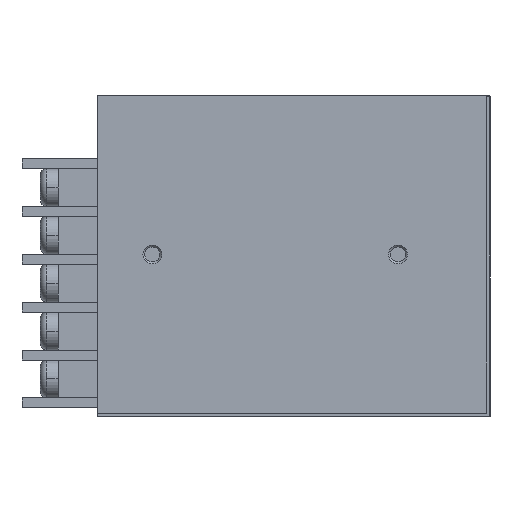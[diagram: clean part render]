
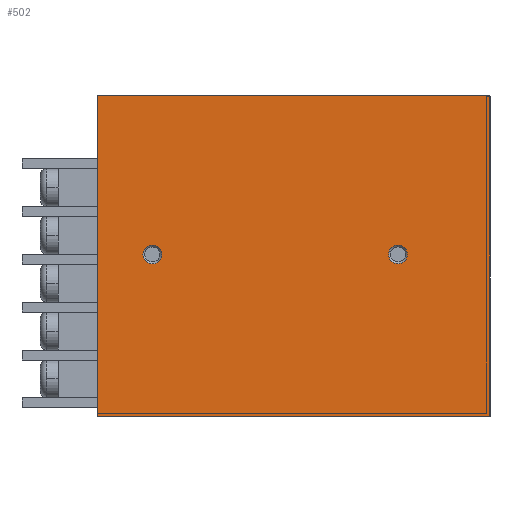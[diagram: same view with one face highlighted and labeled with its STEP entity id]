
A CAD part, front view. The second image highlights one B-rep face of the part: STEP entity #502.
In plain terms, the highlighted planar face has unit normal (0, -1, 0).
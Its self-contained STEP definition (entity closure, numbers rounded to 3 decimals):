
#502=ADVANCED_FACE('',(#1014,#1015,#1016),#1017,.F.);
#1014=FACE_BOUND('',#1538,.T.);
#1015=FACE_BOUND('',#1539,.T.);
#1016=FACE_OUTER_BOUND('',#1540,.T.);
#1017=PLANE('',#1541);
#1538=EDGE_LOOP('',(#3015,#3016));
#1539=EDGE_LOOP('',(#3017,#3018));
#1540=EDGE_LOOP('',(#3019,#3020,#3021,#3022));
#1541=AXIS2_PLACEMENT_3D('',#3023,#3024,#3025);
#3015=ORIENTED_EDGE('',*,*,#3214,.T.);
#3016=ORIENTED_EDGE('',*,*,#3682,.T.);
#3017=ORIENTED_EDGE('',*,*,#3218,.T.);
#3018=ORIENTED_EDGE('',*,*,#3679,.T.);
#3019=ORIENTED_EDGE('',*,*,#3706,.T.);
#3020=ORIENTED_EDGE('',*,*,#3707,.F.);
#3021=ORIENTED_EDGE('',*,*,#3708,.F.);
#3022=ORIENTED_EDGE('',*,*,#3709,.F.);
#3023=CARTESIAN_POINT('',(31.25,0.0,25.5));
#3024=DIRECTION('',(0.0,1.0,0.0));
#3025=DIRECTION('',(0.0,0.0,1.0));
#3214=EDGE_CURVE('',#3868,#3870,#3872,.T.);
#3218=EDGE_CURVE('',#3874,#3876,#3878,.T.);
#3679=EDGE_CURVE('',#3876,#3874,#4558,.T.);
#3682=EDGE_CURVE('',#3870,#3868,#4561,.T.);
#3706=EDGE_CURVE('',#4589,#4590,#4591,.T.);
#3707=EDGE_CURVE('',#4592,#4590,#4593,.T.);
#3708=EDGE_CURVE('',#4594,#4592,#4595,.T.);
#3709=EDGE_CURVE('',#4589,#4594,#4596,.T.);
#3868=VERTEX_POINT('',#4814);
#3870=VERTEX_POINT('',#4817);
#3872=CIRCLE('',#4820,1.5);
#3874=VERTEX_POINT('',#4822);
#3876=VERTEX_POINT('',#4825);
#3878=CIRCLE('',#4828,1.5);
#4558=CIRCLE('',#5782,1.5);
#4561=CIRCLE('',#5785,1.5);
#4589=VERTEX_POINT('',#5817);
#4590=VERTEX_POINT('',#5818);
#4591=LINE('',#5819,#5820);
#4592=VERTEX_POINT('',#5821);
#4593=LINE('',#5822,#5823);
#4594=VERTEX_POINT('',#5824);
#4595=LINE('',#5825,#5826);
#4596=LINE('',#5827,#5828);
#4814=CARTESIAN_POINT('',(7.25,0.,25.75));
#4817=CARTESIAN_POINT('',(10.25,0.,25.75));
#4820=AXIS2_PLACEMENT_3D('',#5980,#5981,#5982);
#4822=CARTESIAN_POINT('',(46.35,0.,25.75));
#4825=CARTESIAN_POINT('',(49.35,0.,25.75));
#4828=AXIS2_PLACEMENT_3D('',#5985,#5986,#5987);
#5782=AXIS2_PLACEMENT_3D('',#6448,#6449,#6450);
#5785=AXIS2_PLACEMENT_3D('',#6454,#6455,#6456);
#5817=CARTESIAN_POINT('',(0.025,0.0,50.975));
#5818=CARTESIAN_POINT('',(0.025,0.0,0.025));
#5819=CARTESIAN_POINT('',(0.025,0.0,25.5));
#5820=VECTOR('',#6491,1.0);
#5821=CARTESIAN_POINT('',(62.475,0.0,0.025));
#5822=CARTESIAN_POINT('',(31.25,0.0,0.025));
#5823=VECTOR('',#6492,1.0);
#5824=CARTESIAN_POINT('',(62.475,0.0,50.975));
#5825=CARTESIAN_POINT('',(62.475,0.0,25.5));
#5826=VECTOR('',#6493,1.0);
#5827=CARTESIAN_POINT('',(31.25,0.0,50.975));
#5828=VECTOR('',#6494,1.0);
#5980=CARTESIAN_POINT('',(8.75,0.,25.75));
#5981=DIRECTION('',(0.0,1.0,0.0));
#5982=DIRECTION('',(-1.0,0.0,0.0));
#5985=CARTESIAN_POINT('',(47.85,0.,25.75));
#5986=DIRECTION('',(0.0,1.0,0.0));
#5987=DIRECTION('',(-1.0,0.0,0.0));
#6448=CARTESIAN_POINT('',(47.85,0.,25.75));
#6449=DIRECTION('',(0.0,1.0,0.0));
#6450=DIRECTION('',(-1.0,0.0,0.0));
#6454=CARTESIAN_POINT('',(8.75,0.,25.75));
#6455=DIRECTION('',(0.0,1.0,0.0));
#6456=DIRECTION('',(-1.0,0.0,0.0));
#6491=DIRECTION('',(0.0,0.0,-1.0));
#6492=DIRECTION('',(-1.0,0.0,0.0));
#6493=DIRECTION('',(0.0,0.0,-1.0));
#6494=DIRECTION('',(1.0,0.0,0.0));
